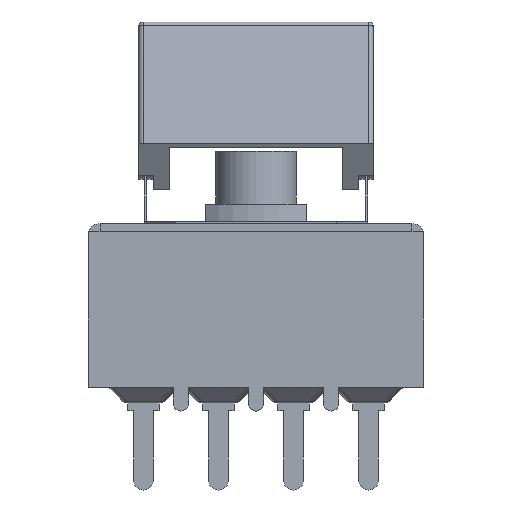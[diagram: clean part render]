
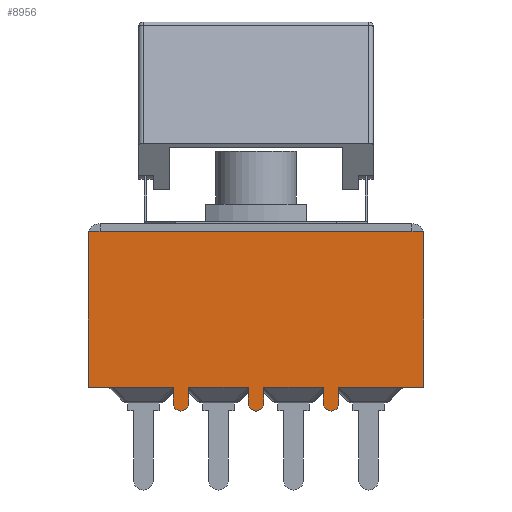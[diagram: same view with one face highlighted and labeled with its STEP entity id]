
A CAD part, left-side view. The second image highlights one B-rep face of the part: STEP entity #8956.
In plain terms, the highlighted planar face has unit normal (-1, 0, 0).
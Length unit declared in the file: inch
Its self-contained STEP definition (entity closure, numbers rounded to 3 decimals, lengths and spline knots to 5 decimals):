
#357=PLANE('',#9794);
#989=FACE_OUTER_BOUND('',#1527,.T.);
#1527=EDGE_LOOP('',(#8282,#8283,#8284,#8285,#8286,#8287,#8288,#8289,#8290,
#8291,#8292,#8293,#8294,#8295,#8296,#8297,#8298,#8299));
#2201=LINE('',#14313,#3169);
#2216=LINE('',#14344,#3184);
#2221=LINE('',#14353,#3189);
#2229=LINE('',#14368,#3197);
#2234=LINE('',#14377,#3202);
#2254=LINE('',#14420,#3222);
#2418=LINE('',#14791,#3386);
#2464=LINE('',#14890,#3432);
#2468=LINE('',#14897,#3436);
#2483=LINE('',#14935,#3451);
#2484=LINE('',#14937,#3452);
#2485=LINE('',#14939,#3453);
#2486=LINE('',#14941,#3454);
#2493=LINE('',#14960,#3461);
#2495=LINE('',#14968,#3463);
#3169=VECTOR('',#11774,0.3937);
#3184=VECTOR('',#11797,0.3937);
#3189=VECTOR('',#11804,0.3937);
#3197=VECTOR('',#11820,0.3937);
#3202=VECTOR('',#11827,0.3937);
#3222=VECTOR('',#11863,0.3937);
#3386=VECTOR('',#12179,0.3937);
#3432=VECTOR('',#12295,0.3937);
#3436=VECTOR('',#12301,0.3937);
#3451=VECTOR('',#12344,0.3937);
#3452=VECTOR('',#12347,0.3937);
#3453=VECTOR('',#12350,0.3937);
#3454=VECTOR('',#12353,0.3937);
#3461=VECTOR('',#12384,0.3937);
#3463=VECTOR('',#12398,0.3937);
#3698=CIRCLE('',#9767,0.01969);
#3699=CIRCLE('',#9769,0.01969);
#3700=CIRCLE('',#9771,0.01969);
#4286=VERTEX_POINT('',#14310);
#4287=VERTEX_POINT('',#14312);
#4298=VERTEX_POINT('',#14341);
#4299=VERTEX_POINT('',#14343);
#4302=VERTEX_POINT('',#14351);
#4304=VERTEX_POINT('',#14365);
#4305=VERTEX_POINT('',#14367);
#4308=VERTEX_POINT('',#14375);
#4322=VERTEX_POINT('',#14417);
#4323=VERTEX_POINT('',#14419);
#4452=VERTEX_POINT('',#14779);
#4453=VERTEX_POINT('',#14784);
#4472=VERTEX_POINT('',#14889);
#4474=VERTEX_POINT('',#14895);
#4480=VERTEX_POINT('',#14921);
#4481=VERTEX_POINT('',#14925);
#4482=VERTEX_POINT('',#14929);
#4483=VERTEX_POINT('',#14931);
#5423=EDGE_CURVE('',#4286,#4287,#2201,.T.);
#5440=EDGE_CURVE('',#4298,#4299,#2216,.T.);
#5445=EDGE_CURVE('',#4302,#4298,#2221,.T.);
#5453=EDGE_CURVE('',#4304,#4305,#2229,.T.);
#5458=EDGE_CURVE('',#4308,#4304,#2234,.T.);
#5480=EDGE_CURVE('',#4322,#4323,#2254,.T.);
#5663=EDGE_CURVE('',#4452,#4453,#2418,.T.);
#5717=EDGE_CURVE('',#4472,#4452,#2464,.T.);
#5721=EDGE_CURVE('',#4453,#4474,#2468,.T.);
#5735=EDGE_CURVE('',#4305,#4480,#3698,.T.);
#5737=EDGE_CURVE('',#4299,#4481,#3699,.T.);
#5740=EDGE_CURVE('',#4482,#4483,#3700,.T.);
#5742=EDGE_CURVE('',#4286,#4481,#2483,.T.);
#5743=EDGE_CURVE('',#4302,#4480,#2484,.T.);
#5744=EDGE_CURVE('',#4323,#4482,#2485,.T.);
#5745=EDGE_CURVE('',#4308,#4483,#2486,.T.);
#5753=EDGE_CURVE('',#4287,#4474,#2493,.T.);
#5755=EDGE_CURVE('',#4322,#4472,#2495,.T.);
#8282=ORIENTED_EDGE('',*,*,#5740,.F.);
#8283=ORIENTED_EDGE('',*,*,#5744,.F.);
#8284=ORIENTED_EDGE('',*,*,#5480,.F.);
#8285=ORIENTED_EDGE('',*,*,#5755,.T.);
#8286=ORIENTED_EDGE('',*,*,#5717,.T.);
#8287=ORIENTED_EDGE('',*,*,#5663,.T.);
#8288=ORIENTED_EDGE('',*,*,#5721,.T.);
#8289=ORIENTED_EDGE('',*,*,#5753,.F.);
#8290=ORIENTED_EDGE('',*,*,#5423,.F.);
#8291=ORIENTED_EDGE('',*,*,#5742,.T.);
#8292=ORIENTED_EDGE('',*,*,#5737,.F.);
#8293=ORIENTED_EDGE('',*,*,#5440,.F.);
#8294=ORIENTED_EDGE('',*,*,#5445,.F.);
#8295=ORIENTED_EDGE('',*,*,#5743,.T.);
#8296=ORIENTED_EDGE('',*,*,#5735,.F.);
#8297=ORIENTED_EDGE('',*,*,#5453,.F.);
#8298=ORIENTED_EDGE('',*,*,#5458,.F.);
#8299=ORIENTED_EDGE('',*,*,#5745,.T.);
#8956=ADVANCED_FACE('',(#989),#357,.T.);
#9767=AXIS2_PLACEMENT_3D('',#14922,#12328,#12329);
#9769=AXIS2_PLACEMENT_3D('',#14926,#12333,#12334);
#9771=AXIS2_PLACEMENT_3D('',#14932,#12339,#12340);
#9794=AXIS2_PLACEMENT_3D('',#14969,#12399,#12400);
#11774=DIRECTION('',(0.,1.,0.));
#11797=DIRECTION('',(0.,0.,-1.));
#11804=DIRECTION('',(0.,1.,0.));
#11820=DIRECTION('',(0.,0.,-1.));
#11827=DIRECTION('',(0.,1.,0.));
#11863=DIRECTION('',(0.,1.,0.));
#12179=DIRECTION('',(0.,1.,0.));
#12295=DIRECTION('',(0.,1.,0.));
#12301=DIRECTION('',(0.,1.,0.));
#12328=DIRECTION('center_axis',(1.,0.,0.));
#12329=DIRECTION('ref_axis',(0.,0.707,-0.707));
#12333=DIRECTION('center_axis',(1.,0.,0.));
#12334=DIRECTION('ref_axis',(0.,0.707,-0.707));
#12339=DIRECTION('center_axis',(1.,0.,0.));
#12340=DIRECTION('ref_axis',(0.,0.707,-0.707));
#12344=DIRECTION('',(0.,0.,-1.));
#12347=DIRECTION('',(0.,0.,-1.));
#12350=DIRECTION('',(0.,0.,-1.));
#12353=DIRECTION('',(0.,0.,-1.));
#12384=DIRECTION('',(0.,0.,1.));
#12398=DIRECTION('',(0.,0.,1.));
#12399=DIRECTION('center_axis',(-1.,0.,0.));
#12400=DIRECTION('ref_axis',(0.,0.,1.));
#14310=CARTESIAN_POINT('',(-0.25,0.20984,0.));
#14312=CARTESIAN_POINT('',(-0.25,0.425,0.));
#14313=CARTESIAN_POINT('',(-0.25,-0.425,0.));
#14341=CARTESIAN_POINT('',(-0.25,0.17047,0.));
#14343=CARTESIAN_POINT('',(-0.25,0.17047,-0.04016));
#14344=CARTESIAN_POINT('',(-0.25,0.17047,0.));
#14351=CARTESIAN_POINT('',(-0.25,0.01969,0.));
#14353=CARTESIAN_POINT('',(-0.25,-0.425,0.));
#14365=CARTESIAN_POINT('',(-0.25,-0.01969,0.));
#14367=CARTESIAN_POINT('',(-0.25,-0.01969,-0.04016));
#14368=CARTESIAN_POINT('',(-0.25,-0.01969,0.));
#14375=CARTESIAN_POINT('',(-0.25,-0.17047,0.));
#14377=CARTESIAN_POINT('',(-0.25,-0.425,0.));
#14417=CARTESIAN_POINT('',(-0.25,-0.425,0.));
#14419=CARTESIAN_POINT('',(-0.25,-0.20984,0.));
#14420=CARTESIAN_POINT('',(-0.25,-0.425,0.));
#14779=CARTESIAN_POINT('',(-0.25,-0.39508,0.39488));
#14784=CARTESIAN_POINT('',(-0.25,0.39508,0.39488));
#14791=CARTESIAN_POINT('',(-0.25,-0.425,0.39488));
#14889=CARTESIAN_POINT('',(-0.25,-0.425,0.39488));
#14890=CARTESIAN_POINT('',(-0.25,-0.425,0.39488));
#14895=CARTESIAN_POINT('',(-0.25,0.425,0.39488));
#14897=CARTESIAN_POINT('',(-0.25,-0.425,0.39488));
#14921=CARTESIAN_POINT('',(-0.25,0.01969,-0.04016));
#14922=CARTESIAN_POINT('Origin',(-0.25,0.,
-0.04016));
#14925=CARTESIAN_POINT('',(-0.25,0.20984,-0.04016));
#14926=CARTESIAN_POINT('Origin',(-0.25,0.19016,-0.04016));
#14929=CARTESIAN_POINT('',(-0.25,-0.20984,-0.04016));
#14931=CARTESIAN_POINT('',(-0.25,-0.17047,-0.04016));
#14932=CARTESIAN_POINT('Origin',(-0.25,-0.19016,
-0.04016));
#14935=CARTESIAN_POINT('',(-0.25,0.20984,0.));
#14937=CARTESIAN_POINT('',(-0.25,0.01969,0.));
#14939=CARTESIAN_POINT('',(-0.25,-0.20984,0.));
#14941=CARTESIAN_POINT('',(-0.25,-0.17047,0.));
#14960=CARTESIAN_POINT('',(-0.25,0.425,0.));
#14968=CARTESIAN_POINT('',(-0.25,-0.425,0.));
#14969=CARTESIAN_POINT('Origin',(-0.25,-0.425,0.));
